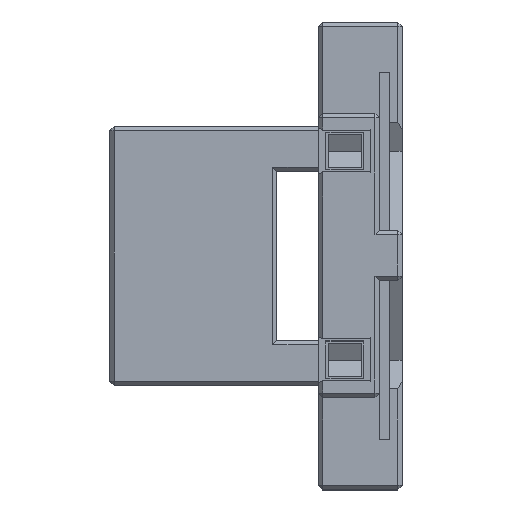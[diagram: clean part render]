
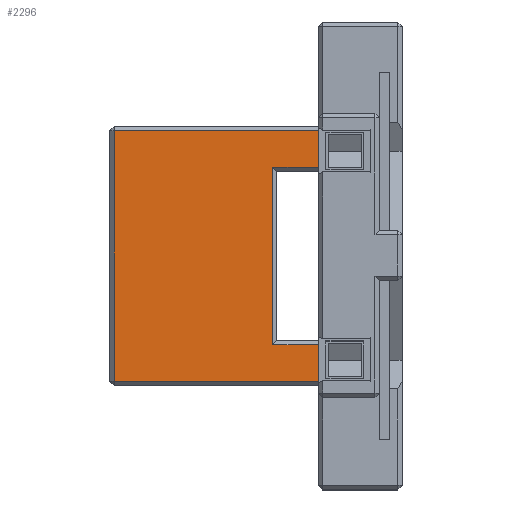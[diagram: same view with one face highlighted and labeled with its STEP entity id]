
A CAD part, top view. The second image highlights one B-rep face of the part: STEP entity #2296.
In plain terms, the highlighted planar face has unit normal (0, 0, 1).
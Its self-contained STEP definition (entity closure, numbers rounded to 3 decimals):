
#57=FACE_OUTER_BOUND('',#189,.T.);
#189=EDGE_LOOP('',(#1568,#1569,#1570,#1571,#1572,#1573,#1574,#1575));
#331=LINE('',#3201,#652);
#333=LINE('',#3204,#654);
#337=LINE('',#3211,#658);
#357=LINE('',#3257,#678);
#365=LINE('',#3272,#686);
#370=LINE('',#3282,#691);
#371=LINE('',#3284,#692);
#372=LINE('',#3285,#693);
#652=VECTOR('',#2592,10.);
#654=VECTOR('',#2596,10.);
#658=VECTOR('',#2602,10.);
#678=VECTOR('',#2634,10.);
#686=VECTOR('',#2644,10.);
#691=VECTOR('',#2651,10.);
#692=VECTOR('',#2654,10.);
#693=VECTOR('',#2655,10.);
#961=VERTEX_POINT('',#3173);
#966=VERTEX_POINT('',#3186);
#971=VERTEX_POINT('',#3199);
#972=VERTEX_POINT('',#3207);
#992=VERTEX_POINT('',#3255);
#993=VERTEX_POINT('',#3256);
#999=VERTEX_POINT('',#3270);
#1003=VERTEX_POINT('',#3280);
#1178=EDGE_CURVE('',#971,#966,#331,.T.);
#1180=EDGE_CURVE('',#966,#961,#333,.T.);
#1184=EDGE_CURVE('',#961,#972,#337,.T.);
#1206=EDGE_CURVE('',#992,#993,#357,.T.);
#1214=EDGE_CURVE('',#999,#992,#365,.T.);
#1219=EDGE_CURVE('',#1003,#999,#370,.T.);
#1220=EDGE_CURVE('',#993,#971,#371,.T.);
#1221=EDGE_CURVE('',#972,#1003,#372,.T.);
#1568=ORIENTED_EDGE('',*,*,#1178,.F.);
#1569=ORIENTED_EDGE('',*,*,#1220,.F.);
#1570=ORIENTED_EDGE('',*,*,#1206,.F.);
#1571=ORIENTED_EDGE('',*,*,#1214,.F.);
#1572=ORIENTED_EDGE('',*,*,#1219,.F.);
#1573=ORIENTED_EDGE('',*,*,#1221,.F.);
#1574=ORIENTED_EDGE('',*,*,#1184,.F.);
#1575=ORIENTED_EDGE('',*,*,#1180,.F.);
#2171=PLANE('',#2442);
#2296=ADVANCED_FACE('',(#57),#2171,.T.);
#2442=AXIS2_PLACEMENT_3D('',#3283,#2652,#2653);
#2592=DIRECTION('',(-1.,0.,0.));
#2596=DIRECTION('',(0.,1.,0.));
#2602=DIRECTION('',(1.,0.,0.));
#2634=DIRECTION('',(1.,0.,0.));
#2644=DIRECTION('',(0.,-1.,0.));
#2651=DIRECTION('',(-1.,0.,0.));
#2652=DIRECTION('center_axis',(0.,0.,1.));
#2653=DIRECTION('ref_axis',(1.,0.,0.));
#2654=DIRECTION('',(0.,-1.,0.));
#2655=DIRECTION('',(0.,-1.,0.));
#3173=CARTESIAN_POINT('',(-49.,36.,30.));
#3186=CARTESIAN_POINT('',(-49.,-24.,30.));
#3199=CARTESIAN_POINT('',(0.,-24.,30.));
#3201=CARTESIAN_POINT('',(-32.5,-24.,30.));
#3204=CARTESIAN_POINT('',(-49.,21.5,30.));
#3207=CARTESIAN_POINT('',(0.,36.,30.));
#3211=CARTESIAN_POINT('',(2.5,36.,30.));
#3255=CARTESIAN_POINT('',(-11.,-15.25,30.));
#3256=CARTESIAN_POINT('',(0.,-15.25,30.));
#3257=CARTESIAN_POINT('',(-12.5,-15.25,30.));
#3270=CARTESIAN_POINT('',(-11.,27.25,30.));
#3272=CARTESIAN_POINT('',(-11.,16.125,30.));
#3280=CARTESIAN_POINT('',(0.,27.25,30.));
#3282=CARTESIAN_POINT('',(2.5,27.25,30.));
#3283=CARTESIAN_POINT('Origin',(-15.,6.,30.));
#3284=CARTESIAN_POINT('',(0.,34.,30.));
#3285=CARTESIAN_POINT('',(0.,34.,30.));
